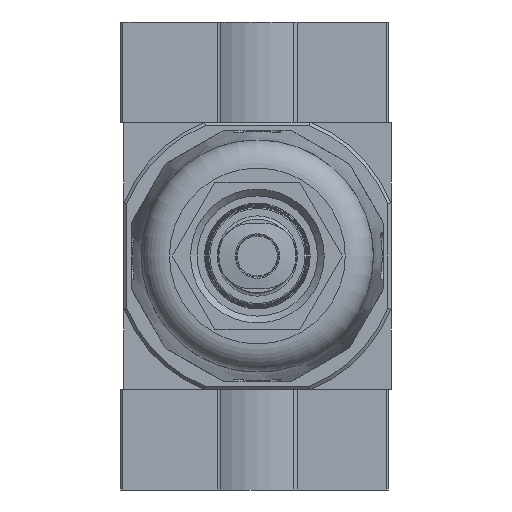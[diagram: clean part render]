
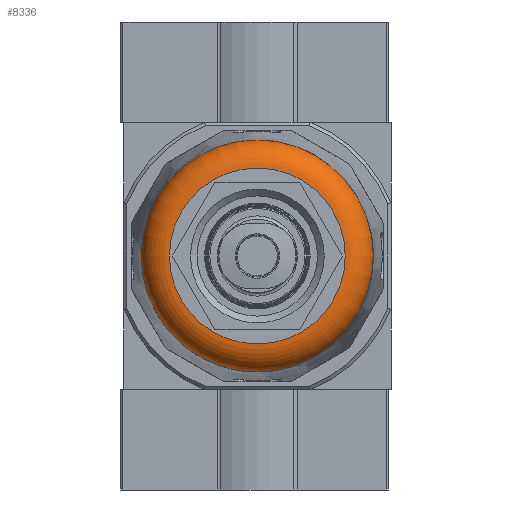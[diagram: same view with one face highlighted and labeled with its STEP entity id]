
A CAD part, front view. The second image highlights one B-rep face of the part: STEP entity #8336.
In plain terms, the highlighted toroidal (fillet/blend) face has major radius 13.15 mm and minor radius 4.2 mm.
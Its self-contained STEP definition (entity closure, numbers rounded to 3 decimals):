
#82=TOROIDAL_SURFACE('',#8836,13.15,4.2);
#1762=ORIENTED_EDGE('',*,*,#3246,.T.);
#1763=ORIENTED_EDGE('',*,*,#3245,.F.);
#3245=EDGE_CURVE('',#3986,#3986,#4462,.T.);
#3246=EDGE_CURVE('',#3987,#3987,#4463,.T.);
#3986=VERTEX_POINT('',#12052);
#3987=VERTEX_POINT('',#12055);
#4462=CIRCLE('',#8835,13.15);
#4463=CIRCLE('',#8837,17.35);
#4820=EDGE_LOOP('',(#1762));
#4821=EDGE_LOOP('',(#1763));
#5352=FACE_BOUND('',#4820,.T.);
#5353=FACE_BOUND('',#4821,.T.);
#8336=ADVANCED_FACE('',(#5352,#5353),#82,.T.);
#8835=AXIS2_PLACEMENT_3D('',#12051,#9878,#9879);
#8836=AXIS2_PLACEMENT_3D('',#12053,#9880,#9881);
#8837=AXIS2_PLACEMENT_3D('',#12054,#9882,#9883);
#9878=DIRECTION('',(0.,-1.,0.));
#9879=DIRECTION('',(0.,0.,-1.));
#9880=DIRECTION('',(0.,-1.,0.));
#9881=DIRECTION('',(0.,0.,-1.));
#9882=DIRECTION('',(0.,-1.,0.));
#9883=DIRECTION('',(0.,0.,-1.));
#12051=CARTESIAN_POINT('',(0.,-119.,0.));
#12052=CARTESIAN_POINT('',(0.,-119.,-13.15));
#12053=CARTESIAN_POINT('',(0.,-114.8,0.));
#12054=CARTESIAN_POINT('',(0.,-114.8,0.));
#12055=CARTESIAN_POINT('',(0.,-114.8,-17.35));
